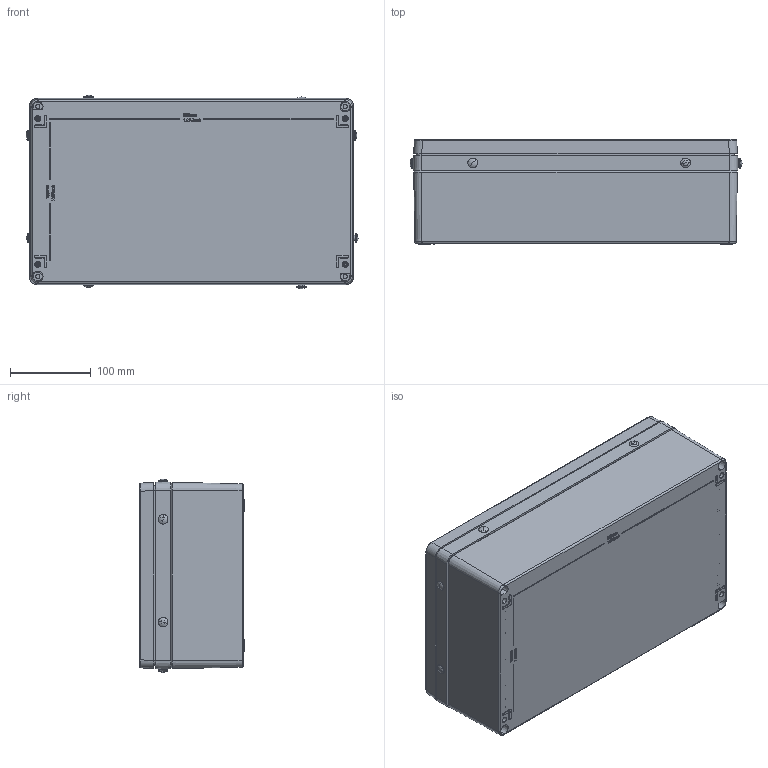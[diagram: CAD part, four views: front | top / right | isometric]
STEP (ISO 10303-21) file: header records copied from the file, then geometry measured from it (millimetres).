
FILE_DESCRIPTION (( 'STEP AP214' ), '1' );
FILE_NAME ('13141500.STEP', '2016-04-01T07:54:43', ( 'Macha' ), ( 'Hewlett-Packard Company' ), 'SwSTEP 2.0', 'SolidWorks 2015', '' );
FILE_SCHEMA (( 'AUTOMOTIVE_DESIGN' ));
Length unit declared in the file: millimetre
Products named in the file (7): 94411; 93117; 93038; 08763_Bearbeitung Griff; 08963; 01063_Bearbeitung nach Zeichng. 01-2-010630-01-0; 13141500
Assembly tree (16 placements, depth 2):
  13141500
    01063_Bearbeitung nach Zeichng. 01-2-010630-01-0
    08963
    08763_Bearbeitung Griff
    93038  x4
    93117
    94411  x8
Bounding box: 410.23 x 129.6 x 239.03 mm (x, y, z)
Volume: 1616493.5 mm3; surface area: 656920.8 mm2
Topology: 17 solids, 17 shells, 1718 faces, 4118 edges, 2555 vertices
Faces by surface type: plane 643, bspline 320, cylinder 313, cone 308, torus 115, sphere 19
Entity records: 64267 total; most frequent: CARTESIAN_POINT 29889, ORIENTED_EDGE 7436, DIRECTION 6189, EDGE_CURVE 3718, VERTEX_POINT 2337, AXIS2_PLACEMENT_3D 2189, LINE 1811, VECTOR 1811
